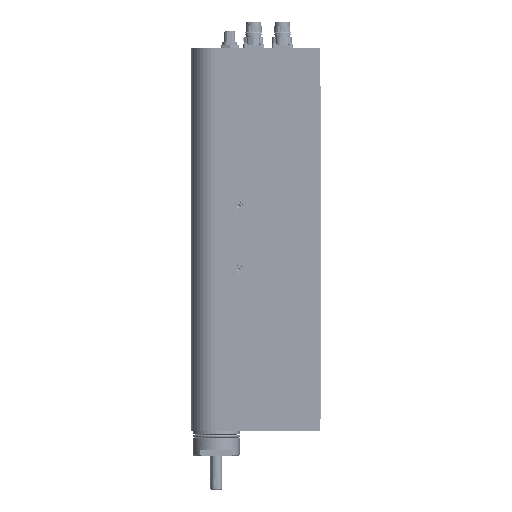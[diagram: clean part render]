
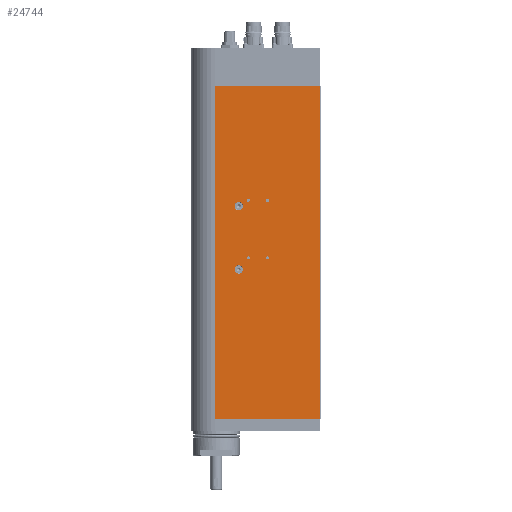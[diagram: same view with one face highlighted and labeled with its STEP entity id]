
A CAD part, front view. The second image highlights one B-rep face of the part: STEP entity #24744.
In plain terms, the highlighted planar face has unit normal (0, -1, 0).
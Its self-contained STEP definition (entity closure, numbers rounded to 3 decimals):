
#1863 = ORIENTED_EDGE ( 'NONE', *, *, #13709, .F. ) ;
#3844 = CARTESIAN_POINT ( 'NONE',  ( 12., -25., 226.35 ) ) ;
#4261 = DIRECTION ( 'NONE',  ( 1., 0., 0. ) ) ;
#5439 = ORIENTED_EDGE ( 'NONE', *, *, #21889, .F. ) ;
#5447 = VERTEX_POINT ( 'NONE', #53067 ) ;
#6005 = VECTOR ( 'NONE', #90946, 1000. ) ;
#11590 = CIRCLE ( 'NONE', #59415, 1.65 ) ;
#11858 = FACE_BOUND ( 'NONE', #99184, .T. ) ;
#11930 = EDGE_CURVE ( 'NONE', #102975, #102975, #20525, .T. ) ;
#12611 = CARTESIAN_POINT ( 'NONE',  ( 12., -25., 168. ) ) ;
#13092 = VERTEX_POINT ( 'NONE', #40159 ) ;
#13359 = ORIENTED_EDGE ( 'NONE', *, *, #14340, .F. ) ;
#13709 = EDGE_CURVE ( 'NONE', #5447, #17201, #22879, .T. ) ;
#14340 = EDGE_CURVE ( 'NONE', #13092, #13092, #68811, .T. ) ;
#14443 = VERTEX_POINT ( 'NONE', #41760 ) ;
#16490 = CARTESIAN_POINT ( 'NONE',  ( 12., -25., 166.35 ) ) ;
#17201 = VERTEX_POINT ( 'NONE', #115863 ) ;
#20525 = CIRCLE ( 'NONE', #95168, 1.65 ) ;
#20686 = DIRECTION ( 'NONE',  ( 0., 0., -1. ) ) ;
#21487 = DIRECTION ( 'NONE',  ( 0., 1., 0. ) ) ;
#21889 = EDGE_CURVE ( 'NONE', #97518, #97518, #35128, .T. ) ;
#22093 = FACE_BOUND ( 'NONE', #26852, .T. ) ;
#22879 = LINE ( 'NONE', #60557, #76308 ) ;
#24027 = DIRECTION ( 'NONE',  ( 0., -1., 0. ) ) ;
#24434 = CARTESIAN_POINT ( 'NONE',  ( -18., -25., 222. ) ) ;
#24744 = ADVANCED_FACE ( 'NONE', ( #104109, #22093, #11858, #58012, #103516, #40680, #113072 ), #67566, .F. ) ;
#24982 = DIRECTION ( 'NONE',  ( 0., 0., 1. ) ) ;
#25071 = CARTESIAN_POINT ( 'NONE',  ( -8., -25., 166.35 ) ) ;
#25559 = AXIS2_PLACEMENT_3D ( 'NONE', #48069, #38461, #65395 ) ;
#26852 = EDGE_LOOP ( 'NONE', ( #104437 ) ) ;
#28257 = EDGE_CURVE ( 'NONE', #5447, #49960, #50411, .T. ) ;
#28593 = CARTESIAN_POINT ( 'NONE',  ( -18., -25., 156. ) ) ;
#32390 = CARTESIAN_POINT ( 'NONE',  ( -42.5, -25., 347. ) ) ;
#34522 = VERTEX_POINT ( 'NONE', #54299 ) ;
#34527 = EDGE_CURVE ( 'NONE', #71579, #71579, #11590, .T. ) ;
#35128 = CIRCLE ( 'NONE', #25559, 1.65 ) ;
#36068 = EDGE_LOOP ( 'NONE', ( #73257 ) ) ;
#37023 = EDGE_CURVE ( 'NONE', #14443, #17201, #107575, .T. ) ;
#38247 = AXIS2_PLACEMENT_3D ( 'NONE', #28593, #73494, #102830 ) ;
#38461 = DIRECTION ( 'NONE',  ( 0., -1., 0. ) ) ;
#40159 = CARTESIAN_POINT ( 'NONE',  ( -18., -25., 151.6 ) ) ;
#40680 = FACE_BOUND ( 'NONE', #52831, .T. ) ;
#41577 = VECTOR ( 'NONE', #68901, 1000. ) ;
#41760 = CARTESIAN_POINT ( 'NONE',  ( 67., -25., 0. ) ) ;
#42227 = EDGE_CURVE ( 'NONE', #84722, #84722, #105460, .T. ) ;
#42377 = EDGE_LOOP ( 'NONE', ( #68827 ) ) ;
#42712 = EDGE_CURVE ( 'NONE', #49960, #14443, #63412, .T. ) ;
#43042 = DIRECTION ( 'NONE',  ( 0., 0., -1. ) ) ;
#46772 = CARTESIAN_POINT ( 'NONE',  ( -8., -25., 226.35 ) ) ;
#48069 = CARTESIAN_POINT ( 'NONE',  ( -8., -25., 168. ) ) ;
#49253 = DIRECTION ( 'NONE',  ( 0., 0., -1. ) ) ;
#49960 = VERTEX_POINT ( 'NONE', #97271 ) ;
#50411 = LINE ( 'NONE', #32390, #41577 ) ;
#52006 = ORIENTED_EDGE ( 'NONE', *, *, #34527, .F. ) ;
#52831 = EDGE_LOOP ( 'NONE', ( #13359 ) ) ;
#53067 = CARTESIAN_POINT ( 'NONE',  ( -42.5, -25., 347. ) ) ;
#54299 = CARTESIAN_POINT ( 'NONE',  ( -18., -25., 217.6 ) ) ;
#56427 = DIRECTION ( 'NONE',  ( 0., -1., 0. ) ) ;
#58012 = FACE_BOUND ( 'NONE', #36068, .T. ) ;
#58610 = CARTESIAN_POINT ( 'NONE',  ( -67.5, -25., 347. ) ) ;
#59415 = AXIS2_PLACEMENT_3D ( 'NONE', #12611, #56427, #49253 ) ;
#60557 = CARTESIAN_POINT ( 'NONE',  ( -67.5, -25., 347. ) ) ;
#61503 = CARTESIAN_POINT ( 'NONE',  ( 67., -25., 347. ) ) ;
#63412 = LINE ( 'NONE', #109485, #6005 ) ;
#64748 = ORIENTED_EDGE ( 'NONE', *, *, #28257, .T. ) ;
#65395 = DIRECTION ( 'NONE',  ( 0., 0., -1. ) ) ;
#67566 = PLANE ( 'NONE',  #81177 ) ;
#68811 = CIRCLE ( 'NONE', #38247, 4.4 ) ;
#68827 = ORIENTED_EDGE ( 'NONE', *, *, #71866, .F. ) ;
#68901 = DIRECTION ( 'NONE',  ( 0., 0., -1. ) ) ;
#71075 = DIRECTION ( 'NONE',  ( 0., -1., 0. ) ) ;
#71265 = CIRCLE ( 'NONE', #92620, 4.4 ) ;
#71579 = VERTEX_POINT ( 'NONE', #16490 ) ;
#71608 = EDGE_LOOP ( 'NONE', ( #99876, #102854, #1863, #64748 ) ) ;
#71866 = EDGE_CURVE ( 'NONE', #34522, #34522, #71265, .T. ) ;
#73257 = ORIENTED_EDGE ( 'NONE', *, *, #42227, .F. ) ;
#73494 = DIRECTION ( 'NONE',  ( 0., -1., 0. ) ) ;
#76308 = VECTOR ( 'NONE', #4261, 1000. ) ;
#81177 = AXIS2_PLACEMENT_3D ( 'NONE', #58610, #21487, #94528 ) ;
#84722 = VERTEX_POINT ( 'NONE', #3844 ) ;
#86310 = AXIS2_PLACEMENT_3D ( 'NONE', #93740, #109327, #20686 ) ;
#88637 = CARTESIAN_POINT ( 'NONE',  ( -8., -25., 228. ) ) ;
#90946 = DIRECTION ( 'NONE',  ( 1., 0., 0. ) ) ;
#92620 = AXIS2_PLACEMENT_3D ( 'NONE', #24434, #71075, #43042 ) ;
#93740 = CARTESIAN_POINT ( 'NONE',  ( 12., -25., 228. ) ) ;
#94528 = DIRECTION ( 'NONE',  ( 0., 0., 1. ) ) ;
#95168 = AXIS2_PLACEMENT_3D ( 'NONE', #88637, #24027, #115621 ) ;
#97271 = CARTESIAN_POINT ( 'NONE',  ( -42.5, -25., 0. ) ) ;
#97518 = VERTEX_POINT ( 'NONE', #25071 ) ;
#98028 = VECTOR ( 'NONE', #24982, 1000. ) ;
#99184 = EDGE_LOOP ( 'NONE', ( #52006 ) ) ;
#99876 = ORIENTED_EDGE ( 'NONE', *, *, #42712, .T. ) ;
#102830 = DIRECTION ( 'NONE',  ( 0., 0., -1. ) ) ;
#102854 = ORIENTED_EDGE ( 'NONE', *, *, #37023, .T. ) ;
#102975 = VERTEX_POINT ( 'NONE', #46772 ) ;
#103516 = FACE_BOUND ( 'NONE', #42377, .T. ) ;
#104109 = FACE_BOUND ( 'NONE', #113541, .T. ) ;
#104437 = ORIENTED_EDGE ( 'NONE', *, *, #11930, .F. ) ;
#105460 = CIRCLE ( 'NONE', #86310, 1.65 ) ;
#107575 = LINE ( 'NONE', #61503, #98028 ) ;
#109327 = DIRECTION ( 'NONE',  ( 0., -1., 0. ) ) ;
#109485 = CARTESIAN_POINT ( 'NONE',  ( -67.5, -25., 0. ) ) ;
#113072 = FACE_OUTER_BOUND ( 'NONE', #71608, .T. ) ;
#113541 = EDGE_LOOP ( 'NONE', ( #5439 ) ) ;
#115621 = DIRECTION ( 'NONE',  ( 0., 0., -1. ) ) ;
#115863 = CARTESIAN_POINT ( 'NONE',  ( 67., -25., 347. ) ) ;
